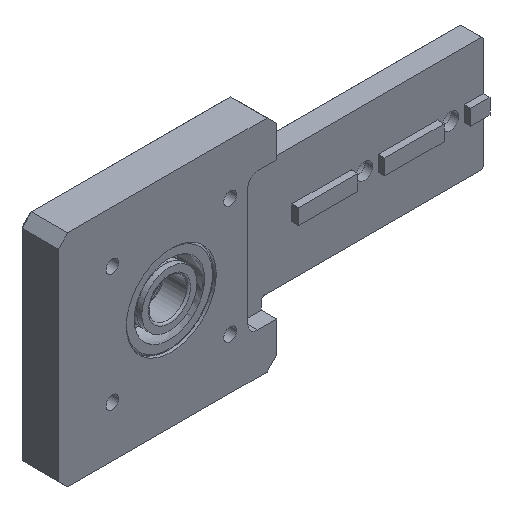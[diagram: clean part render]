
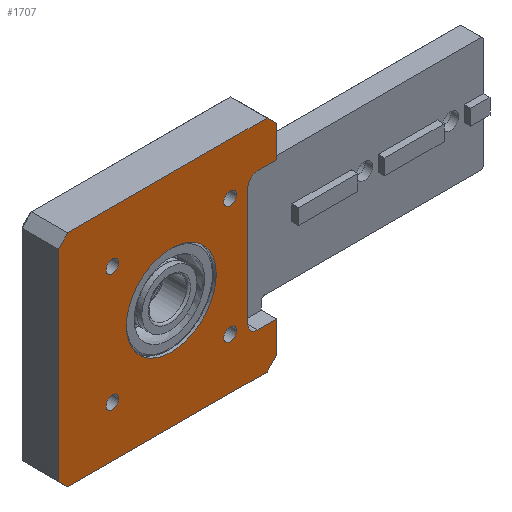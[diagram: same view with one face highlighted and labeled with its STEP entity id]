
A CAD part, isometric view. The second image highlights one B-rep face of the part: STEP entity #1707.
In plain terms, the highlighted planar face has unit normal (0, -1, 0).
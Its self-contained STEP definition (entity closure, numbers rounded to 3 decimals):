
#839=CARTESIAN_POINT('',(15.,-8.,52.5));
#840=VERTEX_POINT('',#839);
#847=CARTESIAN_POINT('',(15.,-8.,36.));
#848=VERTEX_POINT('',#847);
#849=CARTESIAN_POINT('',(15.,-8.,52.5));
#850=DIRECTION('',(0.0,0.0,-1.0));
#851=VECTOR('',#850,16.5);
#852=LINE('',#849,#851);
#853=EDGE_CURVE('',#840,#848,#852,.T.);
#1478=CARTESIAN_POINT('',(-9.24,-8.,27.437));
#1479=VERTEX_POINT('',#1478);
#1480=CARTESIAN_POINT('',(-9.24,-8.,30.76));
#1481=DIRECTION('',(0.0,1.0,0.0));
#1482=DIRECTION('',(0.0,0.0,-1.0));
#1483=AXIS2_PLACEMENT_3D('',#1480,#1481,#1482);
#1484=CIRCLE('',#1483,3.324);
#1485=EDGE_CURVE('',#1479,#1479,#1484,.T.);
#1498=CARTESIAN_POINT('',(-12.563,-8.,-30.76));
#1499=VERTEX_POINT('',#1498);
#1500=CARTESIAN_POINT('',(-9.24,-8.,-30.76));
#1501=DIRECTION('',(0.0,1.0,0.0));
#1502=DIRECTION('',(-1.0,0.0,0.0));
#1503=AXIS2_PLACEMENT_3D('',#1500,#1501,#1502);
#1504=CIRCLE('',#1503,3.324);
#1505=EDGE_CURVE('',#1499,#1499,#1504,.T.);
#1518=CARTESIAN_POINT('',(-70.76,-8.,-27.437));
#1519=VERTEX_POINT('',#1518);
#1520=CARTESIAN_POINT('',(-70.76,-8.,-30.76));
#1521=DIRECTION('',(0.0,1.0,0.0));
#1522=DIRECTION('',(0.0,0.0,1.0));
#1523=AXIS2_PLACEMENT_3D('',#1520,#1521,#1522);
#1524=CIRCLE('',#1523,3.324);
#1525=EDGE_CURVE('',#1519,#1519,#1524,.T.);
#1538=CARTESIAN_POINT('',(-67.437,-8.,30.76));
#1539=VERTEX_POINT('',#1538);
#1540=CARTESIAN_POINT('',(-70.76,-8.,30.76));
#1541=DIRECTION('',(0.0,1.0,0.0));
#1542=DIRECTION('',(1.0,0.0,0.0));
#1543=AXIS2_PLACEMENT_3D('',#1540,#1541,#1542);
#1544=CIRCLE('',#1543,3.324);
#1545=EDGE_CURVE('',#1539,#1539,#1544,.T.);
#1556=CARTESIAN_POINT('',(-99.,-8.,52.5));
#1557=VERTEX_POINT('',#1556);
#1564=CARTESIAN_POINT('',(-94.0,-8.,57.5));
#1565=VERTEX_POINT('',#1564);
#1566=CARTESIAN_POINT('',(-99.,-8.,52.5));
#1567=DIRECTION('',(0.707,0.0,0.707));
#1568=VECTOR('',#1567,7.071);
#1569=LINE('',#1566,#1568);
#1570=EDGE_CURVE('',#1557,#1565,#1569,.T.);
#1581=CARTESIAN_POINT('',(6.754,-8.,0.));
#1582=DIRECTION('',(0.0,-1.0,0.0));
#1583=DIRECTION('',(0.0,0.0,-1.0));
#1584=AXIS2_PLACEMENT_3D('',#1581,#1582,#1583);
#1585=PLANE('',#1584);
#1586=ORIENTED_EDGE('',*,*,#1570,.F.);
#1587=CARTESIAN_POINT('',(-99.,-8.,-52.5));
#1588=VERTEX_POINT('',#1587);
#1589=CARTESIAN_POINT('',(-99.0,-8.,-52.5));
#1590=DIRECTION('',(0.0,0.0,1.0));
#1591=VECTOR('',#1590,105.);
#1592=LINE('',#1589,#1591);
#1593=EDGE_CURVE('',#1588,#1557,#1592,.T.);
#1594=ORIENTED_EDGE('',*,*,#1593,.F.);
#1595=CARTESIAN_POINT('',(-94.,-8.,-57.5));
#1596=VERTEX_POINT('',#1595);
#1597=CARTESIAN_POINT('',(-94.,-8.,-57.5));
#1598=DIRECTION('',(-0.707,0.0,0.707));
#1599=VECTOR('',#1598,7.071);
#1600=LINE('',#1597,#1599);
#1601=EDGE_CURVE('',#1596,#1588,#1600,.T.);
#1602=ORIENTED_EDGE('',*,*,#1601,.F.);
#1603=CARTESIAN_POINT('',(10.,-8.,-57.5));
#1604=VERTEX_POINT('',#1603);
#1605=CARTESIAN_POINT('',(10.,-8.,-57.5));
#1606=DIRECTION('',(-1.0,0.0,0.0));
#1607=VECTOR('',#1606,104.);
#1608=LINE('',#1605,#1607);
#1609=EDGE_CURVE('',#1604,#1596,#1608,.T.);
#1610=ORIENTED_EDGE('',*,*,#1609,.F.);
#1611=CARTESIAN_POINT('',(15.,-8.,-52.5));
#1612=VERTEX_POINT('',#1611);
#1613=CARTESIAN_POINT('',(15.,-8.,-52.5));
#1614=DIRECTION('',(-0.707,0.0,-0.707));
#1615=VECTOR('',#1614,7.071);
#1616=LINE('',#1613,#1615);
#1617=EDGE_CURVE('',#1612,#1604,#1616,.T.);
#1618=ORIENTED_EDGE('',*,*,#1617,.F.);
#1619=CARTESIAN_POINT('',(15.,-8.,-36.));
#1620=VERTEX_POINT('',#1619);
#1621=CARTESIAN_POINT('',(15.,-8.,-36.));
#1622=DIRECTION('',(0.0,0.0,-1.0));
#1623=VECTOR('',#1622,16.5);
#1624=LINE('',#1621,#1623);
#1625=EDGE_CURVE('',#1620,#1612,#1624,.T.);
#1626=ORIENTED_EDGE('',*,*,#1625,.F.);
#1627=CARTESIAN_POINT('',(5.,-8.,-36.));
#1628=VERTEX_POINT('',#1627);
#1629=CARTESIAN_POINT('',(15.,-8.,-36.));
#1630=DIRECTION('',(-1.0,0.0,0.0));
#1631=VECTOR('',#1630,10.);
#1632=LINE('',#1629,#1631);
#1633=EDGE_CURVE('',#1620,#1628,#1632,.T.);
#1634=ORIENTED_EDGE('',*,*,#1633,.T.);
#1635=CARTESIAN_POINT('',(0.,-8.,-31.));
#1636=VERTEX_POINT('',#1635);
#1637=CARTESIAN_POINT('',(5.,-8.,-31.));
#1638=DIRECTION('',(0.0,1.0,0.0));
#1639=DIRECTION('',(-1.0,0.0,0.0));
#1640=AXIS2_PLACEMENT_3D('',#1637,#1638,#1639);
#1641=CIRCLE('',#1640,5.);
#1642=EDGE_CURVE('',#1628,#1636,#1641,.T.);
#1643=ORIENTED_EDGE('',*,*,#1642,.T.);
#1644=CARTESIAN_POINT('',(0.,-8.,31.));
#1645=VERTEX_POINT('',#1644);
#1646=CARTESIAN_POINT('',(0.,-8.,-31.));
#1647=DIRECTION('',(0.0,0.0,1.0));
#1648=VECTOR('',#1647,62.);
#1649=LINE('',#1646,#1648);
#1650=EDGE_CURVE('',#1636,#1645,#1649,.T.);
#1651=ORIENTED_EDGE('',*,*,#1650,.T.);
#1652=CARTESIAN_POINT('',(5.,-8.,36.));
#1653=VERTEX_POINT('',#1652);
#1654=CARTESIAN_POINT('',(5.,-8.,31.));
#1655=DIRECTION('',(0.0,1.0,0.0));
#1656=DIRECTION('',(0.0,0.0,1.0));
#1657=AXIS2_PLACEMENT_3D('',#1654,#1655,#1656);
#1658=CIRCLE('',#1657,5.);
#1659=EDGE_CURVE('',#1645,#1653,#1658,.T.);
#1660=ORIENTED_EDGE('',*,*,#1659,.T.);
#1661=CARTESIAN_POINT('',(5.,-8.,36.));
#1662=DIRECTION('',(1.0,0.0,0.0));
#1663=VECTOR('',#1662,10.0);
#1664=LINE('',#1661,#1663);
#1665=EDGE_CURVE('',#1653,#848,#1664,.T.);
#1666=ORIENTED_EDGE('',*,*,#1665,.T.);
#1667=ORIENTED_EDGE('',*,*,#853,.F.);
#1668=CARTESIAN_POINT('',(10.,-8.,57.5));
#1669=VERTEX_POINT('',#1668);
#1670=CARTESIAN_POINT('',(10.,-8.,57.5));
#1671=DIRECTION('',(0.707,0.0,-0.707));
#1672=VECTOR('',#1671,7.071);
#1673=LINE('',#1670,#1672);
#1674=EDGE_CURVE('',#1669,#840,#1673,.T.);
#1675=ORIENTED_EDGE('',*,*,#1674,.F.);
#1676=CARTESIAN_POINT('',(-94.0,-8.,57.5));
#1677=DIRECTION('',(1.0,0.0,0.0));
#1678=VECTOR('',#1677,104.);
#1679=LINE('',#1676,#1678);
#1680=EDGE_CURVE('',#1565,#1669,#1679,.T.);
#1681=ORIENTED_EDGE('',*,*,#1680,.F.);
#1682=EDGE_LOOP('',(#1586,#1594,#1602,#1610,#1618,#1626,#1634,#1643,#1651,#1660,#1666,#1667,#1675,#1681));
#1683=FACE_OUTER_BOUND('',#1682,.T.);
#1684=ORIENTED_EDGE('',*,*,#1485,.T.);
#1685=EDGE_LOOP('',(#1684));
#1686=FACE_BOUND('',#1685,.T.);
#1687=ORIENTED_EDGE('',*,*,#1505,.T.);
#1688=EDGE_LOOP('',(#1687));
#1689=FACE_BOUND('',#1688,.T.);
#1690=ORIENTED_EDGE('',*,*,#1525,.T.);
#1691=EDGE_LOOP('',(#1690));
#1692=FACE_BOUND('',#1691,.T.);
#1693=ORIENTED_EDGE('',*,*,#1545,.T.);
#1694=EDGE_LOOP('',(#1693));
#1695=FACE_BOUND('',#1694,.T.);
#1696=CARTESIAN_POINT('',(-16.5,-8.,0.));
#1697=VERTEX_POINT('',#1696);
#1698=CARTESIAN_POINT('',(-40.,-8.,0.));
#1699=DIRECTION('',(0.0,1.0,0.0));
#1700=DIRECTION('',(1.0,0.0,0.0));
#1701=AXIS2_PLACEMENT_3D('',#1698,#1699,#1700);
#1702=CIRCLE('',#1701,23.5);
#1703=EDGE_CURVE('',#1697,#1697,#1702,.T.);
#1704=ORIENTED_EDGE('',*,*,#1703,.T.);
#1705=EDGE_LOOP('',(#1704));
#1706=FACE_BOUND('',#1705,.T.);
#1707=ADVANCED_FACE('',(#1683,#1686,#1689,#1692,#1695,#1706),#1585,.T.);
